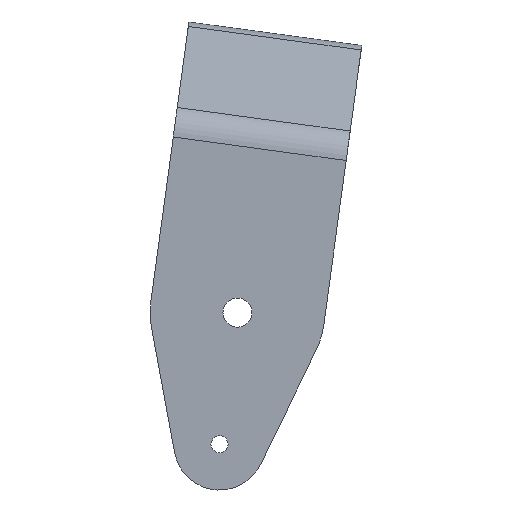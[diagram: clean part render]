
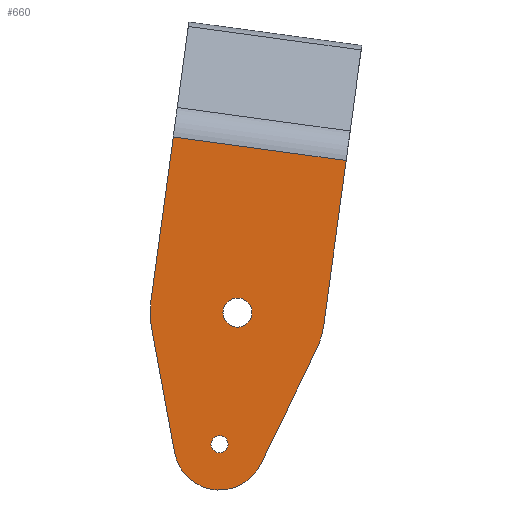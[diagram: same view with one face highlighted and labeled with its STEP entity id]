
A CAD part, left-side view. The second image highlights one B-rep face of the part: STEP entity #660.
In plain terms, the highlighted planar face has unit normal (-1, 0, 0).
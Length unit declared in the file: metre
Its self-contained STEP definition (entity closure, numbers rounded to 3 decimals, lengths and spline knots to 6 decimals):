
#32=PLANE('',#743);
#63=CIRCLE('',#728,0.012123);
#64=CIRCLE('',#731,0.012123);
#66=CIRCLE('',#735,0.001191);
#69=CIRCLE('',#739,0.00635);
#70=CIRCLE('',#741,0.002019);
#212=ORIENTED_EDGE('',*,*,#329,.T.);
#213=ORIENTED_EDGE('',*,*,#339,.F.);
#214=ORIENTED_EDGE('',*,*,#334,.F.);
#215=ORIENTED_EDGE('',*,*,#330,.F.);
#216=ORIENTED_EDGE('',*,*,#318,.F.);
#217=ORIENTED_EDGE('',*,*,#342,.T.);
#218=ORIENTED_EDGE('',*,*,#291,.T.);
#219=ORIENTED_EDGE('',*,*,#326,.F.);
#220=ORIENTED_EDGE('',*,*,#336,.T.);
#221=ORIENTED_EDGE('',*,*,#340,.F.);
#291=EDGE_CURVE('',#377,#376,#433,.T.);
#318=EDGE_CURVE('',#394,#395,#450,.T.);
#326=EDGE_CURVE('',#401,#376,#63,.T.);
#329=EDGE_CURVE('',#401,#403,#457,.T.);
#330=EDGE_CURVE('',#395,#404,#64,.T.);
#334=EDGE_CURVE('',#404,#407,#460,.T.);
#336=EDGE_CURVE('',#408,#408,#66,.T.);
#339=EDGE_CURVE('',#407,#403,#69,.T.);
#340=EDGE_CURVE('',#410,#410,#70,.T.);
#342=EDGE_CURVE('',#394,#377,#462,.F.);
#376=VERTEX_POINT('',#1023);
#377=VERTEX_POINT('',#1025);
#394=VERTEX_POINT('',#1077);
#395=VERTEX_POINT('',#1079);
#401=VERTEX_POINT('',#1093);
#403=VERTEX_POINT('',#1099);
#404=VERTEX_POINT('',#1103);
#407=VERTEX_POINT('',#1111);
#408=VERTEX_POINT('',#1115);
#410=VERTEX_POINT('',#1123);
#433=LINE('',#1024,#489);
#450=LINE('',#1078,#506);
#457=LINE('',#1100,#513);
#460=LINE('',#1110,#516);
#462=LINE('',#1127,#518);
#489=VECTOR('',#822,1.);
#506=VECTOR('',#877,1.);
#513=VECTOR('',#896,1.);
#516=VECTOR('',#907,1.);
#518=VECTOR('',#929,1.);
#558=EDGE_LOOP('',(#212,#213,#214,#215,#216,#217,#218,#219));
#559=EDGE_LOOP('',(#220));
#560=EDGE_LOOP('',(#221));
#604=FACE_BOUND('',#558,.T.);
#605=FACE_BOUND('',#559,.T.);
#606=FACE_BOUND('',#560,.T.);
#660=ADVANCED_FACE('',(#604,#605,#606),#32,.T.);
#728=AXIS2_PLACEMENT_3D('',#1094,#890,#891);
#731=AXIS2_PLACEMENT_3D('',#1102,#899,#900);
#735=AXIS2_PLACEMENT_3D('',#1114,#911,#912);
#739=AXIS2_PLACEMENT_3D('',#1120,#919,#920);
#741=AXIS2_PLACEMENT_3D('',#1122,#923,#924);
#743=AXIS2_PLACEMENT_3D('',#1126,#927,#928);
#822=DIRECTION('',(0.,0.135,-0.991));
#877=DIRECTION('',(0.,0.135,-0.991));
#890=DIRECTION('',(1.,0.,0.));
#891=DIRECTION('',(0.,0.,-1.));
#896=DIRECTION('',(0.,-0.182,-0.983));
#899=DIRECTION('',(1.,0.,0.));
#900=DIRECTION('',(0.,0.,-1.));
#907=DIRECTION('',(0.,0.438,-0.899));
#911=DIRECTION('',(1.,0.,0.));
#912=DIRECTION('',(0.,0.,-1.));
#919=DIRECTION('',(1.,0.,0.));
#920=DIRECTION('',(0.,0.,-1.));
#923=DIRECTION('',(-1.,0.,0.));
#924=DIRECTION('',(0.,0.,1.));
#927=DIRECTION('',(-1.,0.,0.));
#928=DIRECTION('',(0.,1.,0.));
#929=DIRECTION('',(0.,-0.991,-0.135));
#1023=CARTESIAN_POINT('',(-0.02973,-0.501782,0.112015));
#1024=CARTESIAN_POINT('',(-0.02973,-0.503344,0.1235));
#1025=CARTESIAN_POINT('',(-0.02973,-0.504878,0.134785));
#1077=CARTESIAN_POINT('',(-0.02973,-0.528902,0.13152));
#1078=CARTESIAN_POINT('',(-0.02973,-0.527368,0.120235));
#1079=CARTESIAN_POINT('',(-0.02973,-0.525807,0.108749));
#1093=CARTESIAN_POINT('',(-0.02973,-0.501874,0.108179));
#1094=CARTESIAN_POINT('',(-0.02973,-0.513795,0.110382));
#1099=CARTESIAN_POINT('',(-0.02973,-0.505062,0.090924));
#1100=CARTESIAN_POINT('',(-0.02973,-0.503468,0.099551));
#1102=CARTESIAN_POINT('',(-0.02973,-0.513795,0.110382));
#1103=CARTESIAN_POINT('',(-0.02973,-0.524695,0.105077));
#1110=CARTESIAN_POINT('',(-0.02973,-0.520856,0.097188));
#1111=CARTESIAN_POINT('',(-0.02973,-0.517016,0.089299));
#1114=CARTESIAN_POINT('',(-0.02973,-0.511307,0.092077));
#1115=CARTESIAN_POINT('',(-0.02973,-0.511307,0.090887));
#1120=CARTESIAN_POINT('',(-0.02973,-0.511307,0.092077));
#1122=CARTESIAN_POINT('',(-0.02973,-0.513795,0.110382));
#1123=CARTESIAN_POINT('',(-0.02973,-0.513795,0.112401));
#1126=CARTESIAN_POINT('',(-0.02973,-0.60907,-0.011665));
#1127=CARTESIAN_POINT('',(-0.02973,-0.51689,0.133153));
